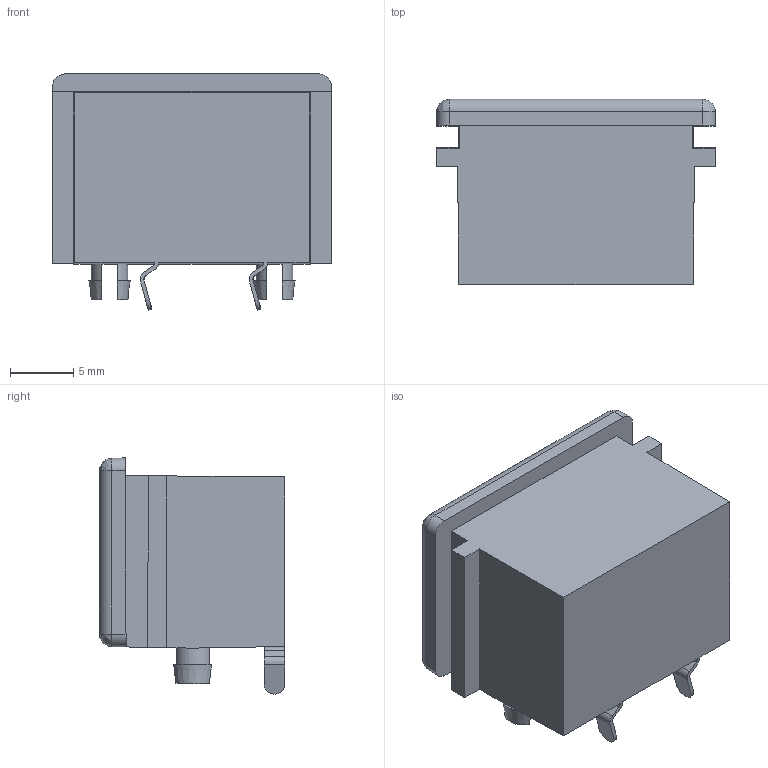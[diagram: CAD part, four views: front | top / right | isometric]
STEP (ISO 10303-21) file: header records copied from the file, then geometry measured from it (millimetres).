
FILE_DESCRIPTION(('FreeCAD Model'),'2;1');
FILE_NAME('E_2750-2210_03new.step','2019-10-10T11:41:09',( 'kicad StepUp'),('ksu MCAD'),'Open CASCADE STEP processor 7.3', 'FreeCAD','Unknown');
FILE_SCHEMA(('AUTOMOTIVE_DESIGN { 1 0 10303 214 1 1 1 1 }'));
Length unit declared in the file: millimetre
Products named in the file (1): E_2750-2210_03new
Bounding box: 22 x 14.6 x 18.63 mm (x, y, z)
Volume: 2621.5 mm3; surface area: 2588.7 mm2
Topology: 1 solids, 1 shells, 218 faces, 592 edges, 370 vertices
Faces by surface type: plane 92, cylinder 52, bspline 27, torus 22, cone 21, sphere 4
Entity records: 9857 total; most frequent: CARTESIAN_POINT 3338, ORIENTED_EDGE 1162, DIRECTION 890, EDGE_CURVE 581, VERTEX_POINT 370, AXIS2_PLACEMENT_3D 308, LINE 274, VECTOR 274
